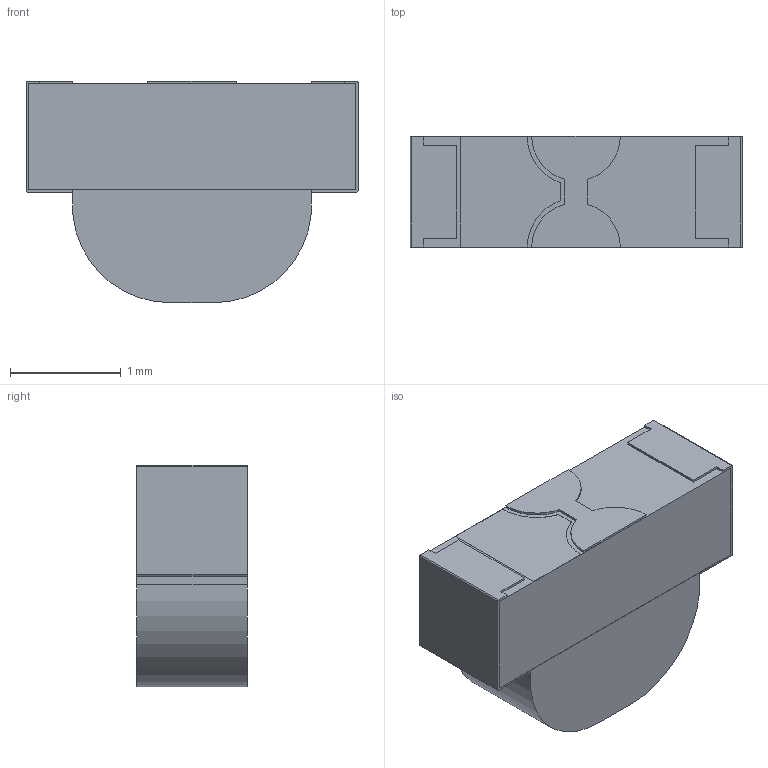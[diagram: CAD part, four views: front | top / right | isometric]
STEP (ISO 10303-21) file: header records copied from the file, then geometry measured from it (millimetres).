
FILE_DESCRIPTION (( 'STEP AP214' ), '1' );
FILE_NAME ('KPA-3010CGCK-Base.STEP', '2022-09-05T12:14:47', ( 'Elessar' ), ( '' ), 'SwSTEP 2.0', 'SolidWorks 2018', '' );
FILE_SCHEMA (( 'AUTOMOTIVE_DESIGN' ));
Length unit declared in the file: millimetre
Products named in the file (1): KPA-3010CGCK-Base
Bounding box: 3 x 1 x 2 mm (x, y, z)
Volume: 4.8 mm3; surface area: 33.3 mm2
Topology: 5 solids, 6 shells, 116 faces, 286 edges, 186 vertices
Faces by surface type: plane 74, cylinder 22, torus 16, bspline 4
Entity records: 4688 total; most frequent: CARTESIAN_POINT 651, DIRECTION 590, ORIENTED_EDGE 572, EDGE_CURVE 286, AXIS2_PLACEMENT_3D 197, VECTOR 196, LINE 196, VERTEX_POINT 186
